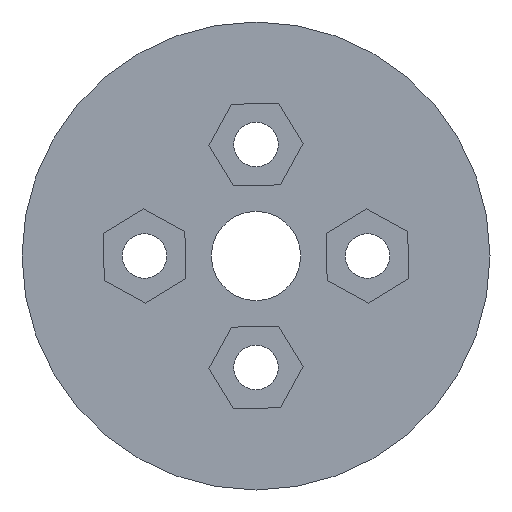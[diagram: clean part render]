
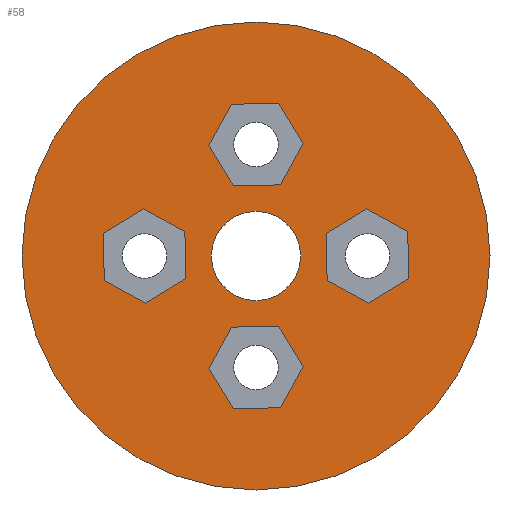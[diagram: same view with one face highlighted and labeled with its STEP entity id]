
A CAD part, front view. The second image highlights one B-rep face of the part: STEP entity #58.
In plain terms, the highlighted planar face has unit normal (0, -1, 0).
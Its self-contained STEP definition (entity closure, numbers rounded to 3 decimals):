
#58=ADVANCED_FACE('',(#142,#144,#146,#148,#150,#152),#154,.F.);
#142=FACE_BOUND('',#143,.T.);
#143=EDGE_LOOP('',(#471));
#144=FACE_BOUND('',#145,.T.);
#145=EDGE_LOOP('',(#472));
#146=FACE_BOUND('',#147,.T.);
#147=EDGE_LOOP('',(#473,#474,#475,#476,#477,#478));
#148=FACE_BOUND('',#149,.T.);
#149=EDGE_LOOP('',(#479,#480,#481,#482,#483,#484));
#150=FACE_BOUND('',#151,.T.);
#151=EDGE_LOOP('',(#485,#486,#487,#488,#489,#490));
#152=FACE_BOUND('',#153,.T.);
#153=EDGE_LOOP('',(#491,#492,#493,#494,#495,#496));
#154=PLANE('',#155);
#155=AXIS2_PLACEMENT_3D('',#156,#157,#158);
#156=CARTESIAN_POINT('',(0.,0.,0.));
#157=DIRECTION('',(0.,1.,0.));
#158=DIRECTION('',(-1.,0.,0.));
#471=ORIENTED_EDGE('',*,*,#648,.F.);
#472=ORIENTED_EDGE('',*,*,#652,.T.);
#473=ORIENTED_EDGE('',*,*,#653,.T.);
#474=ORIENTED_EDGE('',*,*,#654,.T.);
#475=ORIENTED_EDGE('',*,*,#655,.T.);
#476=ORIENTED_EDGE('',*,*,#656,.T.);
#477=ORIENTED_EDGE('',*,*,#657,.T.);
#478=ORIENTED_EDGE('',*,*,#658,.T.);
#479=ORIENTED_EDGE('',*,*,#659,.T.);
#480=ORIENTED_EDGE('',*,*,#660,.T.);
#481=ORIENTED_EDGE('',*,*,#661,.T.);
#482=ORIENTED_EDGE('',*,*,#662,.T.);
#483=ORIENTED_EDGE('',*,*,#663,.T.);
#484=ORIENTED_EDGE('',*,*,#664,.T.);
#485=ORIENTED_EDGE('',*,*,#665,.T.);
#486=ORIENTED_EDGE('',*,*,#666,.T.);
#487=ORIENTED_EDGE('',*,*,#667,.T.);
#488=ORIENTED_EDGE('',*,*,#668,.T.);
#489=ORIENTED_EDGE('',*,*,#669,.T.);
#490=ORIENTED_EDGE('',*,*,#670,.T.);
#491=ORIENTED_EDGE('',*,*,#671,.T.);
#492=ORIENTED_EDGE('',*,*,#672,.T.);
#493=ORIENTED_EDGE('',*,*,#673,.T.);
#494=ORIENTED_EDGE('',*,*,#674,.T.);
#495=ORIENTED_EDGE('',*,*,#675,.T.);
#496=ORIENTED_EDGE('',*,*,#676,.T.);
#648=EDGE_CURVE('',#743,#743,#744,.T.);
#652=EDGE_CURVE('',#751,#751,#752,.F.);
#653=EDGE_CURVE('',#753,#754,#755,.T.);
#654=EDGE_CURVE('',#754,#756,#757,.T.);
#655=EDGE_CURVE('',#756,#758,#759,.T.);
#656=EDGE_CURVE('',#758,#760,#761,.T.);
#657=EDGE_CURVE('',#760,#762,#763,.T.);
#658=EDGE_CURVE('',#762,#753,#764,.T.);
#659=EDGE_CURVE('',#765,#766,#767,.T.);
#660=EDGE_CURVE('',#766,#768,#769,.T.);
#661=EDGE_CURVE('',#768,#770,#771,.T.);
#662=EDGE_CURVE('',#770,#772,#773,.T.);
#663=EDGE_CURVE('',#772,#774,#775,.T.);
#664=EDGE_CURVE('',#774,#765,#776,.T.);
#665=EDGE_CURVE('',#777,#778,#779,.T.);
#666=EDGE_CURVE('',#778,#780,#781,.T.);
#667=EDGE_CURVE('',#780,#782,#783,.T.);
#668=EDGE_CURVE('',#782,#784,#785,.T.);
#669=EDGE_CURVE('',#784,#786,#787,.T.);
#670=EDGE_CURVE('',#786,#777,#788,.T.);
#671=EDGE_CURVE('',#789,#790,#791,.T.);
#672=EDGE_CURVE('',#790,#792,#793,.T.);
#673=EDGE_CURVE('',#792,#794,#795,.T.);
#674=EDGE_CURVE('',#794,#796,#797,.T.);
#675=EDGE_CURVE('',#796,#798,#799,.T.);
#676=EDGE_CURVE('',#798,#789,#800,.T.);
#743=VERTEX_POINT('',#912);
#744=CIRCLE('',#913,15.75);
#751=VERTEX_POINT('',#932);
#752=CIRCLE('',#933,3.);
#753=VERTEX_POINT('',#937);
#754=VERTEX_POINT('',#938);
#755=LINE('',#939,#940);
#756=VERTEX_POINT('',#942);
#757=LINE('',#943,#944);
#758=VERTEX_POINT('',#946);
#759=LINE('',#947,#948);
#760=VERTEX_POINT('',#950);
#761=LINE('',#951,#952);
#762=VERTEX_POINT('',#954);
#763=LINE('',#955,#956);
#764=LINE('',#958,#959);
#765=VERTEX_POINT('',#961);
#766=VERTEX_POINT('',#962);
#767=LINE('',#963,#964);
#768=VERTEX_POINT('',#966);
#769=LINE('',#967,#968);
#770=VERTEX_POINT('',#970);
#771=LINE('',#971,#972);
#772=VERTEX_POINT('',#974);
#773=LINE('',#975,#976);
#774=VERTEX_POINT('',#978);
#775=LINE('',#979,#980);
#776=LINE('',#982,#983);
#777=VERTEX_POINT('',#985);
#778=VERTEX_POINT('',#986);
#779=LINE('',#987,#988);
#780=VERTEX_POINT('',#990);
#781=LINE('',#991,#992);
#782=VERTEX_POINT('',#994);
#783=LINE('',#995,#996);
#784=VERTEX_POINT('',#998);
#785=LINE('',#999,#1000);
#786=VERTEX_POINT('',#1002);
#787=LINE('',#1003,#1004);
#788=LINE('',#1006,#1007);
#789=VERTEX_POINT('',#1009);
#790=VERTEX_POINT('',#1010);
#791=LINE('',#1011,#1012);
#792=VERTEX_POINT('',#1014);
#793=LINE('',#1015,#1016);
#794=VERTEX_POINT('',#1018);
#795=LINE('',#1019,#1020);
#796=VERTEX_POINT('',#1022);
#797=LINE('',#1023,#1024);
#798=VERTEX_POINT('',#1026);
#799=LINE('',#1027,#1028);
#800=LINE('',#1030,#1031);
#912=CARTESIAN_POINT('',(-15.75,0.,0.));
#913=AXIS2_PLACEMENT_3D('',#914,#915,#916);
#914=CARTESIAN_POINT('',(0.,0.,0.));
#915=DIRECTION('',(0.,1.,0.));
#916=DIRECTION('',(-1.,0.,0.));
#932=CARTESIAN_POINT('',(0.,0.,3.));
#933=AXIS2_PLACEMENT_3D('',#934,#935,#936);
#934=CARTESIAN_POINT('',(0.,0.,0.));
#935=DIRECTION('',(0.,-1.,0.));
#936=DIRECTION('',(0.,0.,1.));
#937=CARTESIAN_POINT('',(7.424,0.,3.175));
#938=CARTESIAN_POINT('',(10.211,0.,1.653));
#939=CARTESIAN_POINT('',(7.424,0.,3.175));
#940=VECTOR('',#941,1.);
#941=DIRECTION('',(0.878,0.,-0.479));
#942=CARTESIAN_POINT('',(10.287,0.,-1.522));
#943=CARTESIAN_POINT('',(10.211,0.,1.653));
#944=VECTOR('',#945,1.);
#945=DIRECTION('',(0.024,0.,-1.));
#946=CARTESIAN_POINT('',(7.576,0.,-3.175));
#947=CARTESIAN_POINT('',(10.287,0.,-1.522));
#948=VECTOR('',#949,1.);
#949=DIRECTION('',(-0.854,0.,-0.521));
#950=CARTESIAN_POINT('',(4.789,0.,-1.653));
#951=CARTESIAN_POINT('',(7.576,0.,-3.175));
#952=VECTOR('',#953,1.);
#953=DIRECTION('',(-0.878,0.,0.479));
#954=CARTESIAN_POINT('',(4.713,0.,1.522));
#955=CARTESIAN_POINT('',(4.789,0.,-1.653));
#956=VECTOR('',#957,1.);
#957=DIRECTION('',(-0.024,0.,1.));
#958=CARTESIAN_POINT('',(4.713,0.,1.522));
#959=VECTOR('',#960,1.);
#960=DIRECTION('',(0.854,0.,0.521));
#961=CARTESIAN_POINT('',(-3.175,0.,7.424));
#962=CARTESIAN_POINT('',(-1.653,0.,10.211));
#963=CARTESIAN_POINT('',(-3.175,0.,7.424));
#964=VECTOR('',#965,1.);
#965=DIRECTION('',(0.479,0.,0.878));
#966=CARTESIAN_POINT('',(1.522,0.,10.287));
#967=CARTESIAN_POINT('',(-1.653,0.,10.211));
#968=VECTOR('',#969,1.);
#969=DIRECTION('',(1.,0.,0.024));
#970=CARTESIAN_POINT('',(3.175,0.,7.576));
#971=CARTESIAN_POINT('',(1.522,0.,10.287));
#972=VECTOR('',#973,1.);
#973=DIRECTION('',(0.521,0.,-0.854));
#974=CARTESIAN_POINT('',(1.653,0.,4.789));
#975=CARTESIAN_POINT('',(3.175,0.,7.576));
#976=VECTOR('',#977,1.);
#977=DIRECTION('',(-0.479,0.,-0.878));
#978=CARTESIAN_POINT('',(-1.522,0.,4.713));
#979=CARTESIAN_POINT('',(1.653,0.,4.789));
#980=VECTOR('',#981,1.);
#981=DIRECTION('',(-1.,0.,-0.024));
#982=CARTESIAN_POINT('',(-1.522,0.,4.713));
#983=VECTOR('',#984,1.);
#984=DIRECTION('',(-0.521,0.,0.854));
#985=CARTESIAN_POINT('',(-7.424,0.,-3.175));
#986=CARTESIAN_POINT('',(-10.211,0.,-1.653));
#987=CARTESIAN_POINT('',(-7.424,0.,-3.175));
#988=VECTOR('',#989,1.);
#989=DIRECTION('',(-0.878,0.,0.479));
#990=CARTESIAN_POINT('',(-10.287,0.,1.522));
#991=CARTESIAN_POINT('',(-10.211,0.,-1.653));
#992=VECTOR('',#993,1.);
#993=DIRECTION('',(-0.024,0.,1.));
#994=CARTESIAN_POINT('',(-7.576,0.,3.175));
#995=CARTESIAN_POINT('',(-10.287,0.,1.522));
#996=VECTOR('',#997,1.);
#997=DIRECTION('',(0.854,0.,0.521));
#998=CARTESIAN_POINT('',(-4.789,0.,1.653));
#999=CARTESIAN_POINT('',(-7.576,0.,3.175));
#1000=VECTOR('',#1001,1.);
#1001=DIRECTION('',(0.878,0.,-0.479));
#1002=CARTESIAN_POINT('',(-4.713,0.,-1.522));
#1003=CARTESIAN_POINT('',(-4.789,0.,1.653));
#1004=VECTOR('',#1005,1.);
#1005=DIRECTION('',(0.024,0.,-1.));
#1006=CARTESIAN_POINT('',(-4.713,0.,-1.522));
#1007=VECTOR('',#1008,1.);
#1008=DIRECTION('',(-0.854,0.,-0.521));
#1009=CARTESIAN_POINT('',(3.175,0.,-7.424));
#1010=CARTESIAN_POINT('',(1.653,0.,-10.211));
#1011=CARTESIAN_POINT('',(3.175,0.,-7.424));
#1012=VECTOR('',#1013,1.);
#1013=DIRECTION('',(-0.479,0.,-0.878));
#1014=CARTESIAN_POINT('',(-1.522,0.,-10.287));
#1015=CARTESIAN_POINT('',(1.653,0.,-10.211));
#1016=VECTOR('',#1017,1.);
#1017=DIRECTION('',(-1.,0.,-0.024));
#1018=CARTESIAN_POINT('',(-3.175,0.,-7.576));
#1019=CARTESIAN_POINT('',(-1.522,0.,-10.287));
#1020=VECTOR('',#1021,1.);
#1021=DIRECTION('',(-0.521,0.,0.854));
#1022=CARTESIAN_POINT('',(-1.653,0.,-4.789));
#1023=CARTESIAN_POINT('',(-3.175,0.,-7.576));
#1024=VECTOR('',#1025,1.);
#1025=DIRECTION('',(0.479,0.,0.878));
#1026=CARTESIAN_POINT('',(1.522,0.,-4.713));
#1027=CARTESIAN_POINT('',(-1.653,0.,-4.789));
#1028=VECTOR('',#1029,1.);
#1029=DIRECTION('',(1.,0.,0.024));
#1030=CARTESIAN_POINT('',(1.522,0.,-4.713));
#1031=VECTOR('',#1032,1.);
#1032=DIRECTION('',(0.521,0.,-0.854));
